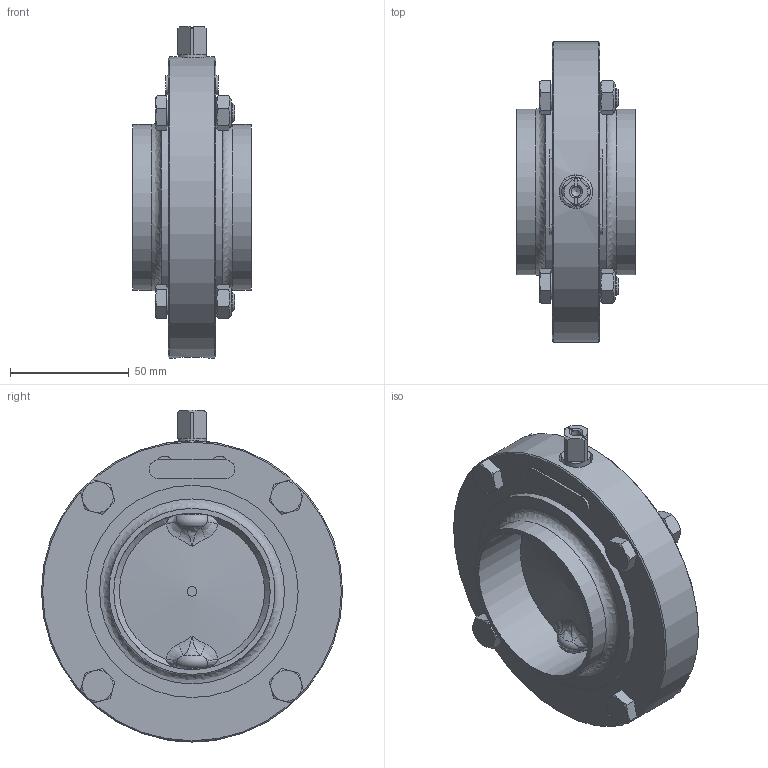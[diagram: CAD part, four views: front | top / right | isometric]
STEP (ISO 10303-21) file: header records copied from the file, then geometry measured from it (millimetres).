
FILE_DESCRIPTION((''),'2;1');
FILE_NAME('52240065XX30.stp','2010-11-23T10:36:52',('Creator'),(''),'Autodesk Inventor 2010','Autodesk Inventor 2010','');
FILE_SCHEMA(('AUTOMOTIVE_DESIGN { 1 0 10303 214 1 1 1 1 }'));
Length unit declared in the file: millimetre
Products named in the file (1): 52240065XX30
Bounding box: 50 x 127 x 140 mm (x, y, z)
Volume: 238558.7 mm3; surface area: 63513.9 mm2
Topology: 1 solids, 7 shells, 247 faces, 596 edges, 372 vertices
Faces by surface type: plane 117, cone 52, cylinder 42, bspline 30, torus 6
Full cylindrical faces by diameter (mm): 4.134 x1, 7.2 x6, 7.323 x4, 8 x8, 8.5 x4, 11.4 x4, 12 x2, 14.2 x2, 66 x2, 70 x2, 89.5 x2, 127 x1
Entity records: 8703 total; most frequent: CARTESIAN_POINT 3763, ORIENTED_EDGE 994, DIRECTION 940, EDGE_CURVE 497, AXIS2_PLACEMENT_3D 410, EDGE_LOOP 346, VERTEX_POINT 345, FACE_OUTER_BOUND 246
